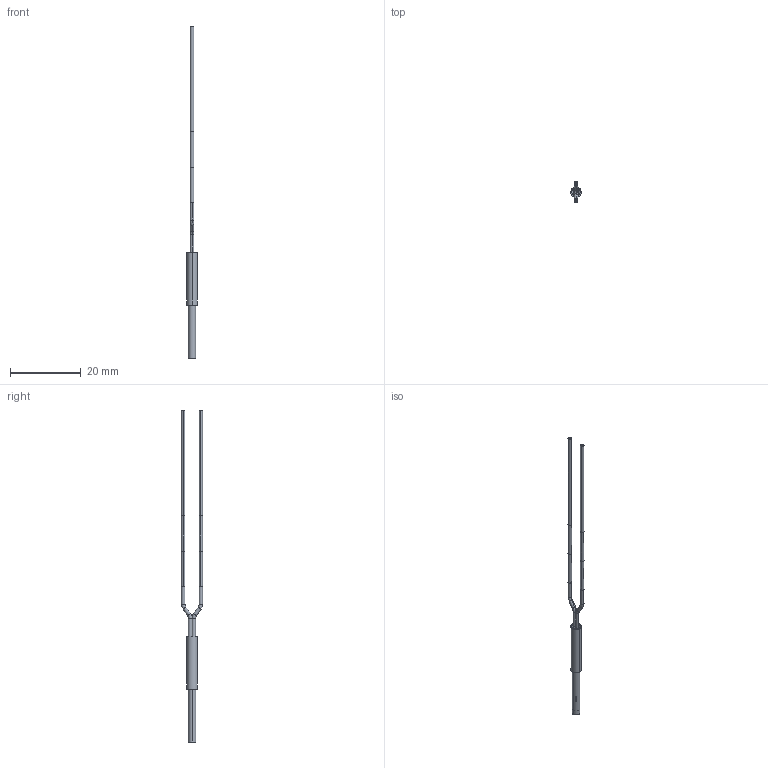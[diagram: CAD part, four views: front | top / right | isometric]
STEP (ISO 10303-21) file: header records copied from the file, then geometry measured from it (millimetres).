
FILE_DESCRIPTION((''),'2;1');
FILE_NAME('193346_ASM','2016-03-02T',('pdmadmin'),(''),'PRO/ENGINEER BY PARAMETRIC TECHNOLOGY CORPORATION, 2013230','PRO/ENGINEER BY PARAMETRIC TECHNOLOGY CORPORATION, 2013230','');
FILE_SCHEMA(('CONFIG_CONTROL_DESIGN'));
Length unit declared in the file: inch
Products named in the file (10): 39188; 39187; 30800_CURVED; 10141; 38732; 39185; FIBER_CORE_-25_010; FIBER_CORE_020_X_; 40414_ASM; 193346_ASM
Assembly tree (13 placements, depth 3):
  193346_ASM
    40414_ASM
      39188
      39187
      30800_CURVED  x2
      10141
      38732
      39185
      FIBER_CORE_-25_010  x4
      FIBER_CORE_020_X_
Bounding box: 3 x 6.01 x 94.1 mm (x, y, z)
Volume: 183.2 mm3; surface area: 1257.6 mm2
Topology: 12 solids, 17 shells, 169 faces, 380 edges, 236 vertices
Faces by surface type: cylinder 98, plane 37, torus 16, bspline 14, cone 4
Entity records: 4833 total; most frequent: CARTESIAN_POINT 1336, DIRECTION 808, ORIENTED_EDGE 600, AXIS2_PLACEMENT_3D 344, EDGE_CURVE 318, VERTEX_POINT 200, CIRCLE 184, EDGE_LOOP 152
